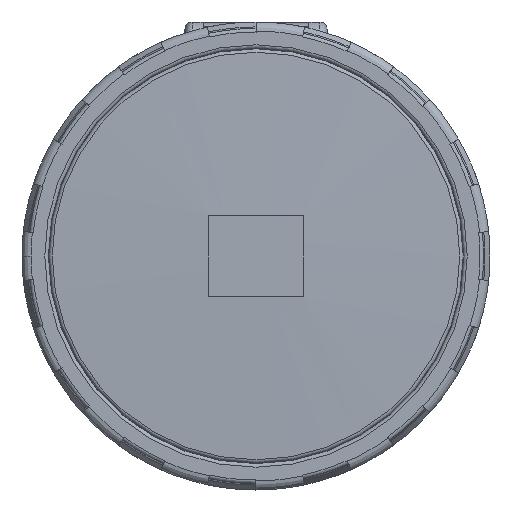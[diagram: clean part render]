
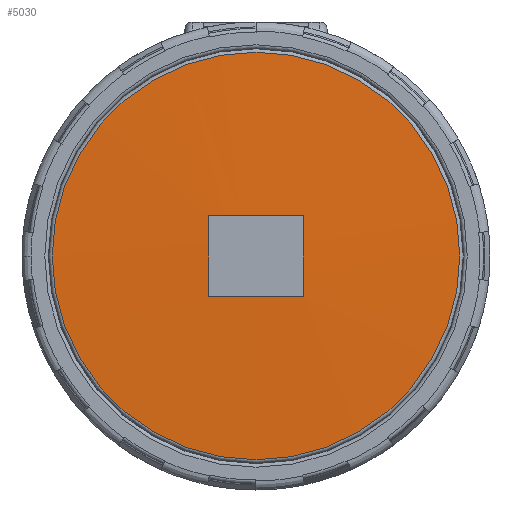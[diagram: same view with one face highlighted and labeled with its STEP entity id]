
A CAD part, left-side view. The second image highlights one B-rep face of the part: STEP entity #5030.
In plain terms, the highlighted spherical face has radius 1100 mm.
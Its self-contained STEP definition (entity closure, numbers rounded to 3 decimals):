
#437=SPHERICAL_SURFACE('',#36705,1100.);
#5030=ADVANCED_FACE('',(#6687,#6688),#437,.T.);
#6687=FACE_BOUND('',#8642,.T.);
#6688=FACE_BOUND('',#8643,.T.);
#8642=EDGE_LOOP('',(#22124));
#8643=EDGE_LOOP('',(#22125,#22126,#22127,#22128));
#13967=CIRCLE('',#36636,1099.945);
#13968=CIRCLE('',#36639,1099.923);
#13969=CIRCLE('',#36641,1099.923);
#13994=CIRCLE('',#36703,55.951);
#13995=CIRCLE('',#36704,1099.945);
#22124=ORIENTED_EDGE('',*,*,#31494,.T.);
#22125=ORIENTED_EDGE('',*,*,#31364,.F.);
#22126=ORIENTED_EDGE('',*,*,#31371,.T.);
#22127=ORIENTED_EDGE('',*,*,#31495,.T.);
#22128=ORIENTED_EDGE('',*,*,#31372,.F.);
#26790=VERTEX_POINT('',#69728);
#26792=VERTEX_POINT('',#69731);
#26796=VERTEX_POINT('',#69743);
#26797=VERTEX_POINT('',#69747);
#26882=VERTEX_POINT('',#69991);
#31364=EDGE_CURVE('',#26790,#26792,#13967,.T.);
#31371=EDGE_CURVE('',#26790,#26796,#13968,.T.);
#31372=EDGE_CURVE('',#26792,#26797,#13969,.T.);
#31494=EDGE_CURVE('',#26882,#26882,#13994,.T.);
#31495=EDGE_CURVE('',#26796,#26797,#13995,.T.);
#36636=AXIS2_PLACEMENT_3D('',#69730,#44334,#44335);
#36639=AXIS2_PLACEMENT_3D('',#69744,#44346,#44347);
#36641=AXIS2_PLACEMENT_3D('',#69746,#44350,#44351);
#36703=AXIS2_PLACEMENT_3D('',#69990,#44571,#44572);
#36704=AXIS2_PLACEMENT_3D('',#69992,#44573,#44574);
#36705=AXIS2_PLACEMENT_3D('',#69993,#44575,#44576);
#44334=DIRECTION('',(0.,0.,1.));
#44335=DIRECTION('',(0.,1.,0.));
#44346=DIRECTION('',(0.,1.,0.));
#44347=DIRECTION('',(1.,0.,0.));
#44350=DIRECTION('',(0.,1.,0.));
#44351=DIRECTION('',(1.,0.,0.));
#44571=DIRECTION('',(-1.,0.,0.));
#44572=DIRECTION('',(0.,0.,1.));
#44573=DIRECTION('',(0.,0.,1.));
#44574=DIRECTION('',(0.,-1.,0.));
#44575=DIRECTION('',(-1.,0.,0.));
#44576=DIRECTION('',(0.,0.,1.));
#69728=CARTESIAN_POINT('',(-384.568,13.,-11.));
#69730=CARTESIAN_POINT('',(715.3,0.,-11.));
#69731=CARTESIAN_POINT('',(-384.568,-13.,-11.));
#69743=CARTESIAN_POINT('',(-384.568,13.,11.));
#69744=CARTESIAN_POINT('',(715.3,13.,0.));
#69746=CARTESIAN_POINT('',(715.3,-13.,0.));
#69747=CARTESIAN_POINT('',(-384.568,-13.,11.));
#69990=CARTESIAN_POINT('',(-383.276,0.,0.));
#69991=CARTESIAN_POINT('',(-383.276,0.,55.951));
#69992=CARTESIAN_POINT('',(715.3,0.,11.));
#69993=CARTESIAN_POINT('',(715.3,0.,0.));
